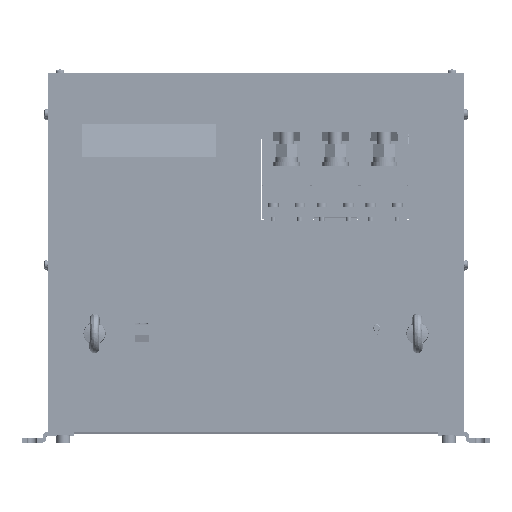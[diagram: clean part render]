
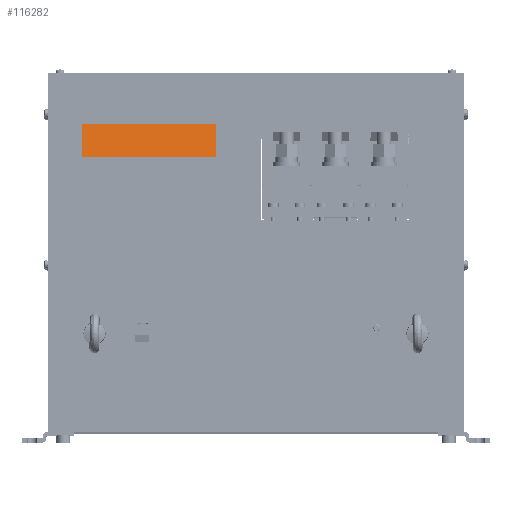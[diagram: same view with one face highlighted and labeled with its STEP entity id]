
A CAD part, top view. The second image highlights one B-rep face of the part: STEP entity #116282.
In plain terms, the highlighted planar face has unit normal (0, 0.208, 0.978).
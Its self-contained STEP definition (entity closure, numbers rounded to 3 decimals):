
#20944 = DIRECTION ( 'NONE',  ( -1., 0., 0. ) ) ;
#22727 = CARTESIAN_POINT ( 'NONE',  ( -195.6, 307.92, 649.5 ) ) ;
#23744 = ORIENTED_EDGE ( 'NONE', *, *, #100631, .T. ) ;
#23951 = DIRECTION ( 'NONE',  ( -1., 0., 0. ) ) ;
#29563 = EDGE_CURVE ( 'NONE', #39288, #138721, #191295, .T. ) ;
#39288 = VERTEX_POINT ( 'NONE', #229181 ) ;
#40953 = ORIENTED_EDGE ( 'NONE', *, *, #29563, .F. ) ;
#43143 = CARTESIAN_POINT ( 'NONE',  ( -170.6, 307.92, 649.5 ) ) ;
#44712 = PLANE ( 'NONE',  #214453 ) ;
#45365 = EDGE_CURVE ( 'NONE', #138721, #68022, #188221, .T. ) ;
#62667 = CARTESIAN_POINT ( 'NONE',  ( -195.6, 345.557, 641.5 ) ) ;
#65540 = VERTEX_POINT ( 'NONE', #62667 ) ;
#66406 = VECTOR ( 'NONE', #23951, 1000. ) ;
#68022 = VERTEX_POINT ( 'NONE', #22727 ) ;
#79981 = ORIENTED_EDGE ( 'NONE', *, *, #84106, .T. ) ;
#80278 = DIRECTION ( 'NONE',  ( 0., 0.978, -0.208 ) ) ;
#84106 = EDGE_CURVE ( 'NONE', #39288, #65540, #145469, .T. ) ;
#97690 = DIRECTION ( 'NONE',  ( 0., -0.978, 0.208 ) ) ;
#100000 = CARTESIAN_POINT ( 'NONE',  ( -195.6, 345.557, 641.5 ) ) ;
#100631 = EDGE_CURVE ( 'NONE', #65540, #68022, #195979, .T. ) ;
#106715 = CARTESIAN_POINT ( 'NONE',  ( -45.6, 345.557, 641.5 ) ) ;
#109359 = VECTOR ( 'NONE', #124843, 1000. ) ;
#114728 = CARTESIAN_POINT ( 'NONE',  ( -170.6, 345.557, 641.5 ) ) ;
#115151 = CARTESIAN_POINT ( 'NONE',  ( -45.6, 307.92, 649.5 ) ) ;
#116054 = EDGE_LOOP ( 'NONE', ( #40953, #79981, #23744, #176420 ) ) ;
#116282 = ADVANCED_FACE ( 'NONE', ( #142710 ), #44712, .F. ) ;
#124843 = DIRECTION ( 'NONE',  ( 0., -0.978, 0.208 ) ) ;
#138721 = VERTEX_POINT ( 'NONE', #115151 ) ;
#142710 = FACE_OUTER_BOUND ( 'NONE', #116054, .T. ) ;
#145469 = LINE ( 'NONE', #114728, #66406 ) ;
#176334 = VECTOR ( 'NONE', #97690, 1000. ) ;
#176420 = ORIENTED_EDGE ( 'NONE', *, *, #45365, .F. ) ;
#181938 = CARTESIAN_POINT ( 'NONE',  ( -170.6, 307.92, 649.5 ) ) ;
#188221 = LINE ( 'NONE', #181938, #230600 ) ;
#191295 = LINE ( 'NONE', #106715, #109359 ) ;
#195979 = LINE ( 'NONE', #100000, #176334 ) ;
#214453 = AXIS2_PLACEMENT_3D ( 'NONE', #43143, #223910, #80278 ) ;
#223910 = DIRECTION ( 'NONE',  ( 0., -0.208, -0.978 ) ) ;
#229181 = CARTESIAN_POINT ( 'NONE',  ( -45.6, 345.557, 641.5 ) ) ;
#230600 = VECTOR ( 'NONE', #20944, 1000. ) ;
